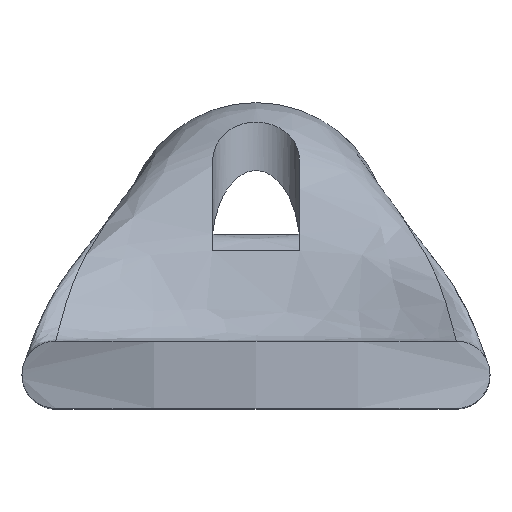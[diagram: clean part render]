
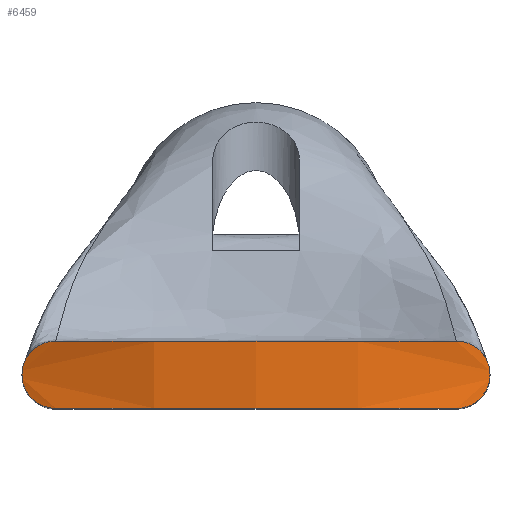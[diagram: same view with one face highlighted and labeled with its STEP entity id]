
A CAD part, top view. The second image highlights one B-rep face of the part: STEP entity #6459.
In plain terms, the highlighted cylindrical face has radius 20 mm (diameter 40 mm), a partial arc.
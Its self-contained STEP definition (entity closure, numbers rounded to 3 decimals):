
#4217=CARTESIAN_POINT('',(-6.85,-3.7,26.911));
#4218=VERTEX_POINT('',#4217);
#4227=CARTESIAN_POINT('',(6.85,-3.7,26.911));
#4228=VERTEX_POINT('',#4227);
#4229=CARTESIAN_POINT('',(0.,-3.7,8.121));
#4230=DIRECTION('',(0.0,-1.,0.0));
#4231=DIRECTION('',(-0.4,0.0,0.917));
#4232=AXIS2_PLACEMENT_3D('',#4229,#4230,#4231);
#4233=CIRCLE('',#4232,20.);
#4234=EDGE_CURVE('',#4228,#4218,#4233,.T.);
#6384=CARTESIAN_POINT('',(0.,-6.,8.121));
#6385=DIRECTION('',(0.0,1.0,0.0));
#6386=DIRECTION('',(-0.4,0.0,0.917));
#6387=AXIS2_PLACEMENT_3D('',#6384,#6385,#6386);
#6388=CYLINDRICAL_SURFACE('',#6387,20.0);
#6389=CARTESIAN_POINT('',(-6.85,-6.,26.911));
#6390=VERTEX_POINT('',#6389);
#6391=CARTESIAN_POINT('',(-8.0,-4.85,26.451));
#6392=VERTEX_POINT('',#6391);
#6393=CARTESIAN_POINT('',(-6.85,-6.0,26.911));
#6394=CARTESIAN_POINT('',(-6.996,-6.0,26.858));
#6395=CARTESIAN_POINT('',(-7.152,-5.971,26.799));
#6396=CARTESIAN_POINT('',(-7.439,-5.85,26.687));
#6397=CARTESIAN_POINT('',(-7.571,-5.759,26.633));
#6398=CARTESIAN_POINT('',(-7.771,-5.552,26.55));
#6399=CARTESIAN_POINT('',(-7.857,-5.426,26.513));
#6400=CARTESIAN_POINT('',(-7.971,-5.147,26.464));
#6401=CARTESIAN_POINT('',(-8.0,-4.994,26.451));
#6402=CARTESIAN_POINT('',(-8.0,-4.85,26.451));
#6403=B_SPLINE_CURVE_WITH_KNOTS('',3,(#6393,#6394,#6395,#6396,#6397,#6398,#6399,#6400,#6401,#6402),.UNSPECIFIED.,.F.,.U.,(4,2,2,2,4),(0.178,0.225,0.271,0.315,0.358),.UNSPECIFIED.);
#6404=EDGE_CURVE('',#6390,#6392,#6403,.T.);
#6405=ORIENTED_EDGE('',*,*,#6404,.F.);
#6406=CARTESIAN_POINT('',(6.85,-6.,26.911));
#6407=VERTEX_POINT('',#6406);
#6408=CARTESIAN_POINT('',(0.,-6.,8.121));
#6409=DIRECTION('',(0.0,1.,0.0));
#6410=DIRECTION('',(-0.4,0.0,0.917));
#6411=AXIS2_PLACEMENT_3D('',#6408,#6409,#6410);
#6412=CIRCLE('',#6411,20.);
#6413=EDGE_CURVE('',#6390,#6407,#6412,.T.);
#6414=ORIENTED_EDGE('',*,*,#6413,.T.);
#6415=CARTESIAN_POINT('',(8.0,-4.85,26.451));
#6416=VERTEX_POINT('',#6415);
#6417=CARTESIAN_POINT('',(8.0,-4.85,26.451));
#6418=CARTESIAN_POINT('',(8.0,-4.994,26.451));
#6419=CARTESIAN_POINT('',(7.971,-5.147,26.464));
#6420=CARTESIAN_POINT('',(7.857,-5.426,26.513));
#6421=CARTESIAN_POINT('',(7.771,-5.552,26.55));
#6422=CARTESIAN_POINT('',(7.571,-5.759,26.633));
#6423=CARTESIAN_POINT('',(7.439,-5.85,26.687));
#6424=CARTESIAN_POINT('',(7.152,-5.971,26.799));
#6425=CARTESIAN_POINT('',(6.996,-6.0,26.858));
#6426=CARTESIAN_POINT('',(6.85,-6.0,26.911));
#6427=B_SPLINE_CURVE_WITH_KNOTS('',3,(#6417,#6418,#6419,#6420,#6421,#6422,#6423,#6424,#6425,#6426),.UNSPECIFIED.,.F.,.U.,(4,2,2,2,4),(0.358,0.401,0.444,0.491,0.538),.UNSPECIFIED.);
#6428=EDGE_CURVE('',#6416,#6407,#6427,.T.);
#6429=ORIENTED_EDGE('',*,*,#6428,.F.);
#6430=CARTESIAN_POINT('',(6.85,-3.7,26.911));
#6431=CARTESIAN_POINT('',(6.996,-3.7,26.858));
#6432=CARTESIAN_POINT('',(7.152,-3.729,26.799));
#6433=CARTESIAN_POINT('',(7.439,-3.85,26.687));
#6434=CARTESIAN_POINT('',(7.571,-3.941,26.633));
#6435=CARTESIAN_POINT('',(7.771,-4.148,26.55));
#6436=CARTESIAN_POINT('',(7.857,-4.274,26.513));
#6437=CARTESIAN_POINT('',(7.971,-4.553,26.464));
#6438=CARTESIAN_POINT('',(8.,-4.706,26.451));
#6439=CARTESIAN_POINT('',(8.,-4.85,26.451));
#6440=B_SPLINE_CURVE_WITH_KNOTS('',3,(#6430,#6431,#6432,#6433,#6434,#6435,#6436,#6437,#6438,#6439),.UNSPECIFIED.,.F.,.U.,(4,2,2,2,4),(0.536,0.583,0.629,0.673,0.716),.UNSPECIFIED.);
#6441=EDGE_CURVE('',#4228,#6416,#6440,.T.);
#6442=ORIENTED_EDGE('',*,*,#6441,.F.);
#6443=ORIENTED_EDGE('',*,*,#4234,.T.);
#6444=CARTESIAN_POINT('',(-8.0,-4.85,26.451));
#6445=CARTESIAN_POINT('',(-8.0,-4.706,26.451));
#6446=CARTESIAN_POINT('',(-7.971,-4.553,26.464));
#6447=CARTESIAN_POINT('',(-7.857,-4.274,26.513));
#6448=CARTESIAN_POINT('',(-7.771,-4.148,26.55));
#6449=CARTESIAN_POINT('',(-7.571,-3.941,26.633));
#6450=CARTESIAN_POINT('',(-7.439,-3.85,26.687));
#6451=CARTESIAN_POINT('',(-7.152,-3.729,26.799));
#6452=CARTESIAN_POINT('',(-6.996,-3.7,26.858));
#6453=CARTESIAN_POINT('',(-6.85,-3.7,26.911));
#6454=B_SPLINE_CURVE_WITH_KNOTS('',3,(#6444,#6445,#6446,#6447,#6448,#6449,#6450,#6451,#6452,#6453),.UNSPECIFIED.,.F.,.U.,(4,2,2,2,4),(0.716,0.759,0.802,0.849,0.896),.UNSPECIFIED.);
#6455=EDGE_CURVE('',#6392,#4218,#6454,.T.);
#6456=ORIENTED_EDGE('',*,*,#6455,.F.);
#6457=EDGE_LOOP('',(#6405,#6414,#6429,#6442,#6443,#6456));
#6458=FACE_OUTER_BOUND('',#6457,.T.);
#6459=ADVANCED_FACE('',(#6458),#6388,.T.);
